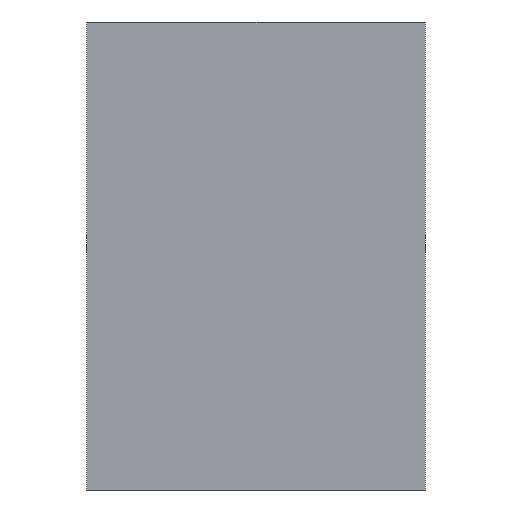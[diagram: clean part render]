
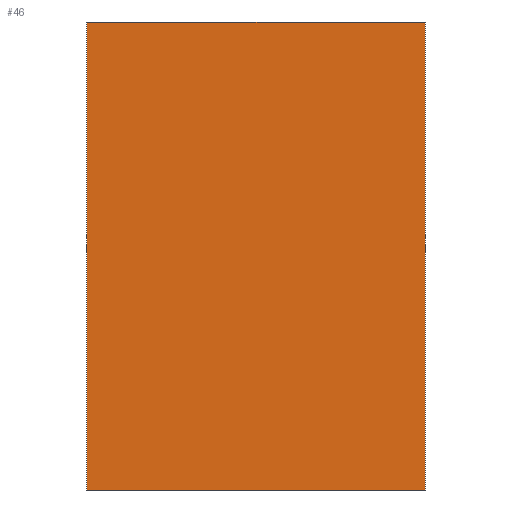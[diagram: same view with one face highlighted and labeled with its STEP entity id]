
A CAD part, left-side view. The second image highlights one B-rep face of the part: STEP entity #46.
In plain terms, the highlighted planar face has unit normal (-1, 0, 0).
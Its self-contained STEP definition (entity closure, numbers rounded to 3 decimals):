
#46 = ADVANCED_FACE( '', ( #92 ), #93, .F. );
#92 = FACE_OUTER_BOUND( '', #129, .T. );
#93 = PLANE( '', #130 );
#129 = EDGE_LOOP( '', ( #189, #190, #191, #192 ) );
#130 = AXIS2_PLACEMENT_3D( '', #193, #194, #195 );
#189 = ORIENTED_EDGE( '', *, *, #216, .T. );
#190 = ORIENTED_EDGE( '', *, *, #218, .F. );
#191 = ORIENTED_EDGE( '', *, *, #202, .F. );
#192 = ORIENTED_EDGE( '', *, *, #213, .T. );
#193 = CARTESIAN_POINT( '', ( -348., 42., 116. ) );
#194 = DIRECTION( '', ( 1., 0., 0. ) );
#195 = DIRECTION( '', ( 0., 0., -1. ) );
#202 = EDGE_CURVE( '', #229, #231, #232, .T. );
#213 = EDGE_CURVE( '', #229, #246, #248, .T. );
#216 = EDGE_CURVE( '', #246, #250, #252, .T. );
#218 = EDGE_CURVE( '', #231, #250, #254, .T. );
#229 = VERTEX_POINT( '', #265 );
#231 = VERTEX_POINT( '', #268 );
#232 = LINE( '', #269, #270 );
#246 = VERTEX_POINT( '', #289 );
#248 = LINE( '', #292, #293 );
#250 = VERTEX_POINT( '', #295 );
#252 = LINE( '', #298, #299 );
#254 = LINE( '', #301, #302 );
#265 = CARTESIAN_POINT( '', ( -348., 42., 116. ) );
#268 = CARTESIAN_POINT( '', ( -348., -42., 116. ) );
#269 = CARTESIAN_POINT( '', ( -348., 42., 116. ) );
#270 = VECTOR( '', #314, 1000. );
#289 = CARTESIAN_POINT( '', ( -348., 42., 0. ) );
#292 = CARTESIAN_POINT( '', ( -348., 42., 116. ) );
#293 = VECTOR( '', #324, 1000. );
#295 = CARTESIAN_POINT( '', ( -348., -42., 0. ) );
#298 = CARTESIAN_POINT( '', ( -348., 42., 0. ) );
#299 = VECTOR( '', #326, 1000. );
#301 = CARTESIAN_POINT( '', ( -348., -42., 116. ) );
#302 = VECTOR( '', #327, 1000. );
#314 = DIRECTION( '', ( 0., -1., 0. ) );
#324 = DIRECTION( '', ( 0., 0., -1. ) );
#326 = DIRECTION( '', ( 0., -1., 0. ) );
#327 = DIRECTION( '', ( 0., 0., -1. ) );
